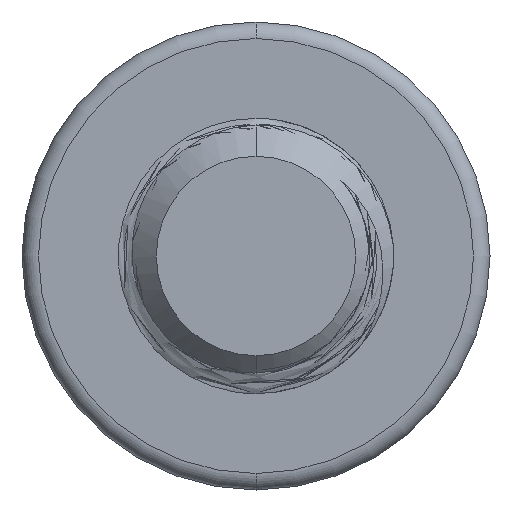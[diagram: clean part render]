
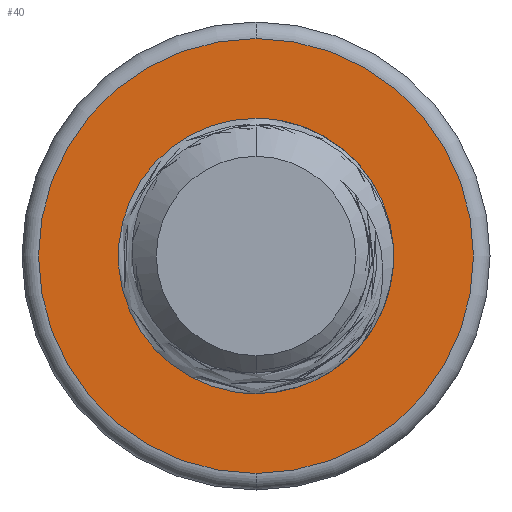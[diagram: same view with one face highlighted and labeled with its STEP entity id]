
A CAD part, front view. The second image highlights one B-rep face of the part: STEP entity #40.
In plain terms, the highlighted planar face has unit normal (0, -1, 0).
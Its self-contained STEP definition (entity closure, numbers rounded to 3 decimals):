
#37 = CARTESIAN_POINT ( 'NONE',  ( -1.367, 16., -1.937 ) ) ;
#40 = ADVANCED_FACE ( 'NONE', ( #1130, #4959 ), #706, .F. ) ;
#263 = CARTESIAN_POINT ( 'NONE',  ( 1.144, 16., 1.78 ) ) ;
#345 = B_SPLINE_CURVE_WITH_KNOTS ( 'NONE', 3,
 ( #1598, #3185, #263, #1568, #2893, #3606, #2376, #1088, #1990, #5333, #722, #1934, #4972, #4883, #1172, #1510, #1963, #2346 ),
 .UNSPECIFIED., .F., .F.,
 ( 4, 2, 2, 2, 2, 2, 2, 2, 4 ),
 ( 0., 0.001, 0.001, 0.002, 0.002, 0.003, 0.003, 0.004, 0.004 ),
 .UNSPECIFIED. ) ;
#376 = EDGE_CURVE ( 'NONE', #4357, #4185, #1196, .T. ) ;
#466 = CARTESIAN_POINT ( 'NONE',  ( -1.633, 16., -1.671 ) ) ;
#615 = VERTEX_POINT ( 'NONE', #1063 ) ;
#706 = PLANE ( 'NONE',  #2332 ) ;
#722 = CARTESIAN_POINT ( 'NONE',  ( 2.336, 16., -0.027 ) ) ;
#786 = CARTESIAN_POINT ( 'NONE',  ( -2.019, 16., -1.028 ) ) ;
#815 = CARTESIAN_POINT ( 'NONE',  ( -0.189, 16., -2.484 ) ) ;
#846 = ORIENTED_EDGE ( 'NONE', *, *, #1597, .T. ) ;
#861 = DIRECTION ( 'NONE',  ( 0., 1., 0. ) ) ;
#945 = CARTESIAN_POINT ( 'NONE',  ( -1.805, 16., 1.043 ) ) ;
#955 = EDGE_CURVE ( 'NONE', #4708, #4112, #3778, .T. ) ;
#1000 = CARTESIAN_POINT ( 'NONE',  ( -0.915, 16., 1.859 ) ) ;
#1003 = CARTESIAN_POINT ( 'NONE',  ( 0.791, 16., 1.91 ) ) ;
#1063 = CARTESIAN_POINT ( 'NONE',  ( 1.768, 16., -1.768 ) ) ;
#1088 = CARTESIAN_POINT ( 'NONE',  ( 2.155, 16., 0.701 ) ) ;
#1130 = FACE_OUTER_BOUND ( 'NONE', #1148, .T. ) ;
#1136 = CARTESIAN_POINT ( 'NONE',  ( -1.91, 16., 0.791 ) ) ;
#1148 = EDGE_LOOP ( 'NONE', ( #3853, #846 ) ) ;
#1170 = CARTESIAN_POINT ( 'NONE',  ( -0.269, 16., 2.054 ) ) ;
#1172 = CARTESIAN_POINT ( 'NONE',  ( 2.162, 16., -1.134 ) ) ;
#1196 = CIRCLE ( 'NONE', #3512, 3.95 ) ;
#1199 = DIRECTION ( 'NONE',  ( 0., -1., 0. ) ) ;
#1206 = CARTESIAN_POINT ( 'NONE',  ( -2.156, 16., -0.482 ) ) ;
#1233 = CARTESIAN_POINT ( 'NONE',  ( -2.153, 16., 0.079 ) ) ;
#1260 = CARTESIAN_POINT ( 'NONE',  ( -2.001, 16., 0.625 ) ) ;
#1457 = CIRCLE ( 'NONE', #2814, 3.95 ) ;
#1510 = CARTESIAN_POINT ( 'NONE',  ( 1.993, 16., -1.467 ) ) ;
#1568 = CARTESIAN_POINT ( 'NONE',  ( 1.463, 16., 1.581 ) ) ;
#1597 = EDGE_CURVE ( 'NONE', #4185, #4357, #1457, .T. ) ;
#1598 = CARTESIAN_POINT ( 'NONE',  ( 0.791, 16., 1.91 ) ) ;
#1682 = CARTESIAN_POINT ( 'NONE',  ( -1.749, 16., -1.524 ) ) ;
#1735 = CARTESIAN_POINT ( 'NONE',  ( -2.169, 16., -0.107 ) ) ;
#1849 = CARTESIAN_POINT ( 'NONE',  ( -1.91, 16., 0.791 ) ) ;
#1934 = CARTESIAN_POINT ( 'NONE',  ( 2.336, 16., -0.404 ) ) ;
#1963 = CARTESIAN_POINT ( 'NONE',  ( 1.89, 16., -1.623 ) ) ;
#1982 = ORIENTED_EDGE ( 'NONE', *, *, #3550, .T. ) ;
#1990 = CARTESIAN_POINT ( 'NONE',  ( 2.224, 16., 0.524 ) ) ;
#2001 = CARTESIAN_POINT ( 'NONE',  ( 0., 16., 0. ) ) ;
#2004 = DIRECTION ( 'NONE',  ( 0., 1., 0. ) ) ;
#2107 = CARTESIAN_POINT ( 'NONE',  ( -1.219, 16., -2.054 ) ) ;
#2332 = AXIS2_PLACEMENT_3D ( 'NONE', #5433, #2004, #5013 ) ;
#2346 = CARTESIAN_POINT ( 'NONE',  ( 1.768, 16., -1.768 ) ) ;
#2373 = CARTESIAN_POINT ( 'NONE',  ( -0.135, 16., 2.067 ) ) ;
#2376 = CARTESIAN_POINT ( 'NONE',  ( 1.976, 16., 1.03 ) ) ;
#2454 = VERTEX_POINT ( 'NONE', #1003 ) ;
#2527 = CARTESIAN_POINT ( 'NONE',  ( -2.125, 16., -0.67 ) ) ;
#2558 = ORIENTED_EDGE ( 'NONE', *, *, #4882, .T. ) ;
#2582 = CARTESIAN_POINT ( 'NONE',  ( -1.91, 16., 0.791 ) ) ;
#2624 = ORIENTED_EDGE ( 'NONE', *, *, #955, .T. ) ;
#2715 = CARTESIAN_POINT ( 'NONE',  ( -0.665, 16., 1.962 ) ) ;
#2800 = CARTESIAN_POINT ( 'NONE',  ( 0.273, 16., 2.067 ) ) ;
#2814 = AXIS2_PLACEMENT_3D ( 'NONE', #5107, #1199, #3014 ) ;
#2893 = CARTESIAN_POINT ( 'NONE',  ( 1.609, 16., 1.459 ) ) ;
#2922 = CARTESIAN_POINT ( 'NONE',  ( -2.068, 16., 0.448 ) ) ;
#3014 = DIRECTION ( 'NONE',  ( 0., 0., 1. ) ) ;
#3128 = CARTESIAN_POINT ( 'NONE',  ( -1.259, 16., 1.645 ) ) ;
#3185 = CARTESIAN_POINT ( 'NONE',  ( 0.973, 16., 1.857 ) ) ;
#3285 = CARTESIAN_POINT ( 'NONE',  ( 0., 16., -2.5 ) ) ;
#3289 = EDGE_CURVE ( 'NONE', #4112, #2454, #5477, .T. ) ;
#3332 = CARTESIAN_POINT ( 'NONE',  ( 0., 16., -2.5 ) ) ;
#3435 = CIRCLE ( 'NONE', #4496, 2.5 ) ;
#3512 = AXIS2_PLACEMENT_3D ( 'NONE', #2001, #3709, #4205 ) ;
#3548 = CARTESIAN_POINT ( 'NONE',  ( -1.365, 16., 1.558 ) ) ;
#3550 = EDGE_CURVE ( 'NONE', #615, #4708, #3435, .T. ) ;
#3606 = CARTESIAN_POINT ( 'NONE',  ( 1.864, 16., 1.185 ) ) ;
#3709 = DIRECTION ( 'NONE',  ( 0., -1., 0. ) ) ;
#3724 = CARTESIAN_POINT ( 'NONE',  ( 0.539, 16., 2.014 ) ) ;
#3778 = B_SPLINE_CURVE_WITH_KNOTS ( 'NONE', 3,
 ( #3332, #815, #4695, #5509, #5139, #2107, #37, #466, #1682, #5086, #786, #2527, #1206, #1735, #1233, #2922, #1260, #2582 ),
 .UNSPECIFIED., .F., .F.,
 ( 4, 2, 2, 2, 2, 2, 2, 2, 4 ),
 ( 0., 0.001, 0.001, 0.002, 0.002, 0.003, 0.003, 0.004, 0.004 ),
 .UNSPECIFIED. ) ;
#3853 = ORIENTED_EDGE ( 'NONE', *, *, #376, .T. ) ;
#4112 = VERTEX_POINT ( 'NONE', #1136 ) ;
#4185 = VERTEX_POINT ( 'NONE', #5293 ) ;
#4205 = DIRECTION ( 'NONE',  ( 0., 0., 1. ) ) ;
#4357 = VERTEX_POINT ( 'NONE', #5019 ) ;
#4405 = CARTESIAN_POINT ( 'NONE',  ( -0.533, 16., 2.002 ) ) ;
#4492 = CARTESIAN_POINT ( 'NONE',  ( 0.791, 16., 1.91 ) ) ;
#4496 = AXIS2_PLACEMENT_3D ( 'NONE', #5163, #861, #5503 ) ;
#4695 = CARTESIAN_POINT ( 'NONE',  ( -0.372, 16., -2.447 ) ) ;
#4708 = VERTEX_POINT ( 'NONE', #3285 ) ;
#4797 = CARTESIAN_POINT ( 'NONE',  ( -1.651, 16., 1.273 ) ) ;
#4823 = CARTESIAN_POINT ( 'NONE',  ( -1.033, 16., 1.795 ) ) ;
#4874 = ORIENTED_EDGE ( 'NONE', *, *, #3289, .T. ) ;
#4882 = EDGE_CURVE ( 'NONE', #2454, #615, #345, .T. ) ;
#4883 = CARTESIAN_POINT ( 'NONE',  ( 2.227, 16., -0.955 ) ) ;
#4959 = FACE_BOUND ( 'NONE', #5145, .T. ) ;
#4972 = CARTESIAN_POINT ( 'NONE',  ( 2.314, 16., -0.591 ) ) ;
#5013 = DIRECTION ( 'NONE',  ( 0., 0., 1. ) ) ;
#5019 = CARTESIAN_POINT ( 'NONE',  ( 0., 16., 3.95 ) ) ;
#5086 = CARTESIAN_POINT ( 'NONE',  ( -1.942, 16., -1.203 ) ) ;
#5107 = CARTESIAN_POINT ( 'NONE',  ( 0., 16., 0. ) ) ;
#5139 = CARTESIAN_POINT ( 'NONE',  ( -0.901, 16., -2.25 ) ) ;
#5145 = EDGE_LOOP ( 'NONE', ( #2558, #1982, #2624, #4874 ) ) ;
#5163 = CARTESIAN_POINT ( 'NONE',  ( 0., 16., 0. ) ) ;
#5293 = CARTESIAN_POINT ( 'NONE',  ( 0., 16., -3.95 ) ) ;
#5333 = CARTESIAN_POINT ( 'NONE',  ( 2.315, 16., 0.159 ) ) ;
#5433 = CARTESIAN_POINT ( 'NONE',  ( 0., 16., 0. ) ) ;
#5477 = B_SPLINE_CURVE_WITH_KNOTS ( 'NONE', 3,
 ( #1849, #945, #4797, #3548, #3128, #4823, #1000, #2715, #4405, #1170, #2373, #2800, #3724, #4492 ),
 .UNSPECIFIED., .F., .F.,
 ( 4, 2, 2, 2, 2, 2, 4 ),
 ( 0., 0.001, 0.001, 0.002, 0.002, 0.002, 0.003 ),
 .UNSPECIFIED. ) ;
#5503 = DIRECTION ( 'NONE',  ( 0., 0., 1. ) ) ;
#5509 = CARTESIAN_POINT ( 'NONE',  ( -0.727, 16., -2.33 ) ) ;
